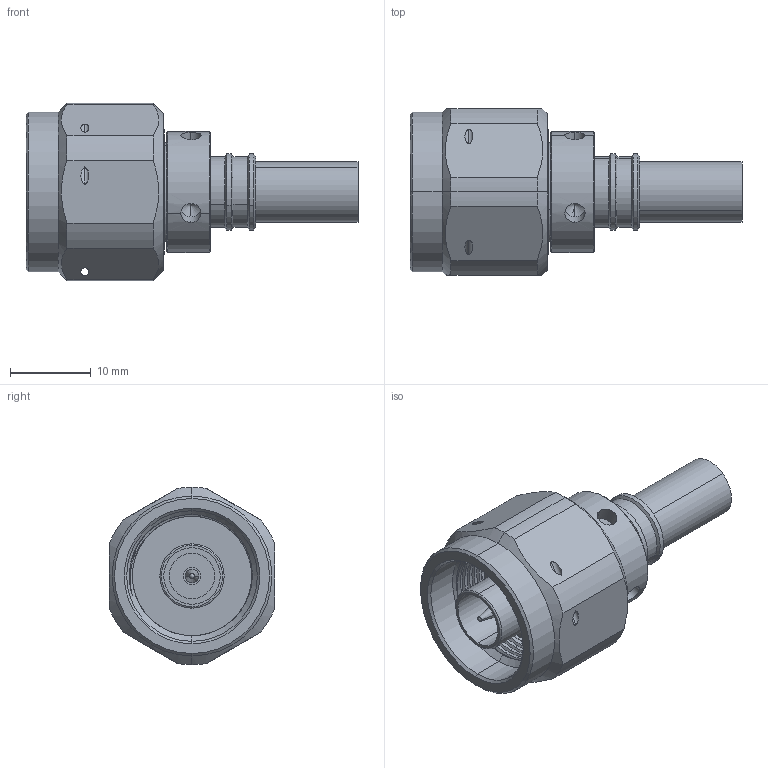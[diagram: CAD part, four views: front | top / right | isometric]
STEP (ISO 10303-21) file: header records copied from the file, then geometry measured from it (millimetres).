
FILE_DESCRIPTION (( 'STEP AP203' ), '1' );
FILE_NAME ('3190-8215(EZ-240-NMH-LW-X).STEP', '2021-04-07T02:29:14', ( '' ), ( '' ), 'SwSTEP 2.0', 'SolidWorks 2018', '' );
FILE_SCHEMA (( 'CONFIG_CONTROL_DESIGN' ));
Length unit declared in the file: millimetre
Products named in the file (1): 3190-8215(EZ-240-NMH-LW-X)
Bounding box: 41.15 x 20.57 x 22 mm (x, y, z)
Volume: 5885.1 mm3; surface area: 5005.9 mm2
Topology: 2 solids, 2 shells, 167 faces, 379 edges, 232 vertices
Faces by surface type: cylinder 76, cone 52, plane 32, bspline 5, torus 2
Entity records: 5837 total; most frequent: CARTESIAN_POINT 2072, DIRECTION 805, ORIENTED_EDGE 742, EDGE_CURVE 371, AXIS2_PLACEMENT_3D 333, VERTEX_POINT 232, EDGE_LOOP 197, CIRCLE 170
